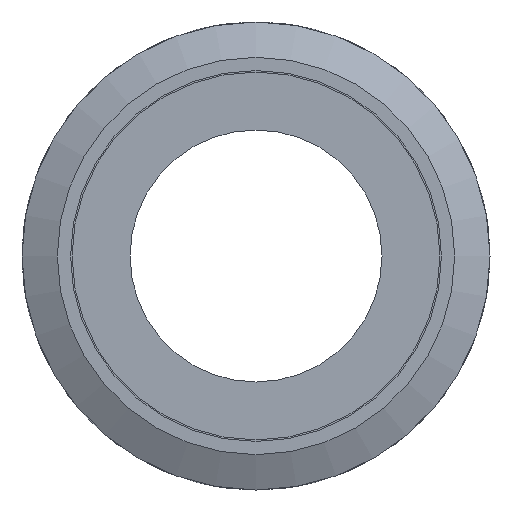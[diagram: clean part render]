
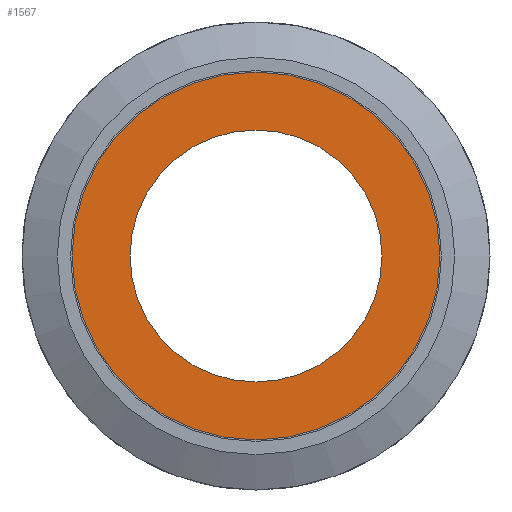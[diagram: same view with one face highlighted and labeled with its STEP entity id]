
A CAD part, front view. The second image highlights one B-rep face of the part: STEP entity #1567.
In plain terms, the highlighted planar face has unit normal (0, -1, 0).
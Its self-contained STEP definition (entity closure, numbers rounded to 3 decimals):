
#291=PLANE($,#1695);
#369=FACE_BOUND($,#524,.T.);
#403=FACE_OUTER_BOUND($,#523,.T.);
#523=EDGE_LOOP($,(#1138));
#524=EDGE_LOOP($,(#1139));
#630=CIRCLE($,#1692,28.1);
#631=CIRCLE($,#1694,19.25);
#727=VERTEX_POINT($,#2411);
#728=VERTEX_POINT($,#2414);
#888=EDGE_CURVE($,#727,#727,#630,.T.);
#889=EDGE_CURVE($,#728,#728,#631,.T.);
#1138=ORIENTED_EDGE($,*,*,#888,.F.);
#1139=ORIENTED_EDGE($,*,*,#889,.T.);
#1567=ADVANCED_FACE($,(#403,#369),#291,.T.);
#1692=AXIS2_PLACEMENT_3D($,#2412,#1939,#1940);
#1694=AXIS2_PLACEMENT_3D($,#2415,#1943,#1944);
#1695=AXIS2_PLACEMENT_3D($,#2416,#1945,#1946);
#1939=DIRECTION('center_axis',(0.,1.,0.));
#1940=DIRECTION('ref_axis',(0.,0.,1.));
#1943=DIRECTION('center_axis',(0.,1.,0.));
#1944=DIRECTION('ref_axis',(0.,0.,1.));
#1945=DIRECTION('center_axis',(0.,-1.,0.));
#1946=DIRECTION('ref_axis',(0.,0.,-1.));
#2411=CARTESIAN_POINT('',(0.,0.,28.1));
#2412=CARTESIAN_POINT('Origin',(0.,0.,0.));
#2414=CARTESIAN_POINT('',(0.,0.,19.25));
#2415=CARTESIAN_POINT('Origin',(0.,0.,0.));
#2416=CARTESIAN_POINT('Origin',(0.,0.,23.675));
